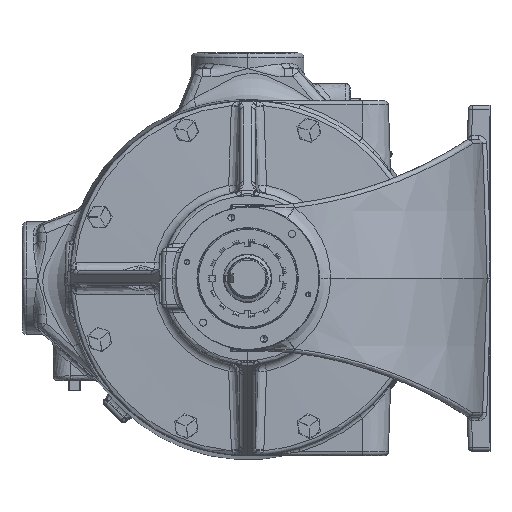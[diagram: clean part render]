
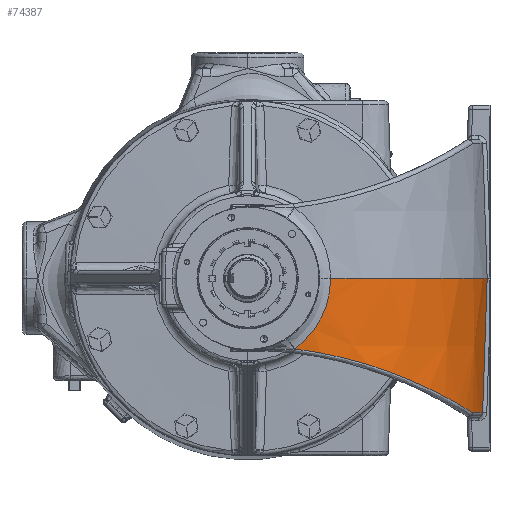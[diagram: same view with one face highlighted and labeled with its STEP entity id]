
A CAD part, left-side view. The second image highlights one B-rep face of the part: STEP entity #74387.
In plain terms, the highlighted conical face has half-angle 2 degrees and reference radius 138.176 mm.
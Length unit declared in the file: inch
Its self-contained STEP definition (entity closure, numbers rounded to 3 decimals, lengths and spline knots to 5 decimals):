
#2143 = VERTEX_POINT ( 'NONE', #88044 ) ;
#4741 = EDGE_LOOP ( 'NONE', ( #53411, #109825, #123390, #21111, #118433 ) ) ;
#7166 = CARTESIAN_POINT ( 'NONE',  ( -10.79993, -2.58465, -2.2553 ) ) ;
#7353 = CARTESIAN_POINT ( 'NONE',  ( -10.91356, -2.27798, -0.77912 ) ) ;
#7628 = CARTESIAN_POINT ( 'NONE',  ( -9.24547, -5.27386, -3.20142 ) ) ;
#7820 = CARTESIAN_POINT ( 'NONE',  ( -10.95018, -1.51788, -1.91656 ) ) ;
#9922 = CARTESIAN_POINT ( 'NONE',  ( -10.94841, -1.36215, -2.04032 ) ) ;
#11173 = DIRECTION ( 'NONE',  ( 0., 0., 1. ) ) ;
#11733 = VERTEX_POINT ( 'NONE', #63454 ) ;
#12887 = CARTESIAN_POINT ( 'NONE',  ( -5.59547, -6.7869, -3.88419 ) ) ;
#17585 = CARTESIAN_POINT ( 'NONE',  ( -10.7067, -2.9294, -2.33837 ) ) ;
#17780 = CARTESIAN_POINT ( 'NONE',  ( -10.91805, -2.21091, -0.96623 ) ) ;
#18042 = CARTESIAN_POINT ( 'NONE',  ( -8.98438, -5.50392, -3.31685 ) ) ;
#18231 = CARTESIAN_POINT ( 'NONE',  ( -10.94932, -1.40218, -2.01072 ) ) ;
#20112 = VERTEX_POINT ( 'NONE', #82887 ) ;
#21111 = ORIENTED_EDGE ( 'NONE', *, *, #100731, .T. ) ;
#23315 = CARTESIAN_POINT ( 'NONE',  ( -5.63932, -6.83033, -2.60166 ) ) ;
#27773 = CARTESIAN_POINT ( 'NONE',  ( -10.91801, -2.39623, -0.04979 ) ) ;
#28038 = CARTESIAN_POINT ( 'NONE',  ( -10.46041, -3.58788, -2.52541 ) ) ;
#28227 = CARTESIAN_POINT ( 'NONE',  ( -10.92601, -2.10347, -1.18968 ) ) ;
#28503 = CARTESIAN_POINT ( 'NONE',  ( -8.84773, -5.61364, -3.37392 ) ) ;
#33756 = CARTESIAN_POINT ( 'NONE',  ( -5.68361, -6.8738, -1.30693 ) ) ;
#37997 = CARTESIAN_POINT ( 'NONE',  ( -10.94621, -1.65576, -2.07711 ) ) ;
#38178 = CARTESIAN_POINT ( 'NONE',  ( -10.91642, -2.39525, -0.0996 ) ) ;
#38226 = CIRCLE ( 'NONE', #49834, 5.44404 ) ;
#38444 = CARTESIAN_POINT ( 'NONE',  ( -10.19669, -4.08095, -2.69541 ) ) ;
#38639 = CARTESIAN_POINT ( 'NONE',  ( -10.93124, -2.02913, -1.31886 ) ) ;
#38892 = CARTESIAN_POINT ( 'NONE',  ( -8.76401, -5.67766, -3.40782 ) ) ;
#39345 = DIRECTION ( 'NONE',  ( 0., 0., 1. ) ) ;
#44117 = CARTESIAN_POINT ( 'NONE',  ( -5.72833, -6.91731, 0. ) ) ;
#48108 = CARTESIAN_POINT ( 'NONE',  ( -10.91988, -2.39567, 0. ) ) ;
#48576 = CARTESIAN_POINT ( 'NONE',  ( -10.91286, -2.3863, -0.2478 ) ) ;
#48848 = CARTESIAN_POINT ( 'NONE',  ( -10.04654, -4.31857, -2.78514 ) ) ;
#49034 = CARTESIAN_POINT ( 'NONE',  ( -10.93814, -1.92036, -1.48335 ) ) ;
#49306 = CARTESIAN_POINT ( 'NONE',  ( -8.48108, -5.88458, -3.51909 ) ) ;
#49834 = AXIS2_PLACEMENT_3D ( 'NONE', #73295, #11173, #83756 ) ;
#50242 = CARTESIAN_POINT ( 'NONE',  ( -5.44, -1.34508, 0. ) ) ;
#53411 = ORIENTED_EDGE ( 'NONE', *, *, #80914, .T. ) ;
#58822 = CARTESIAN_POINT ( 'NONE',  ( -10.85975, -2.30173, -2.19431 ) ) ;
#59017 = CARTESIAN_POINT ( 'NONE',  ( -10.91043, -2.3532, -0.4919 ) ) ;
#59278 = CARTESIAN_POINT ( 'NONE',  ( -9.92736, -4.49138, -2.85353 ) ) ;
#59463 = CARTESIAN_POINT ( 'NONE',  ( -10.94666, -1.73297, -1.71093 ) ) ;
#59725 = CARTESIAN_POINT ( 'NONE',  ( -7.74409, -6.29043, -3.7563 ) ) ;
#60689 = DIRECTION ( 'NONE',  ( 1., 0., 0. ) ) ;
#61028 = VERTEX_POINT ( 'NONE', #132740 ) ;
#63454 = CARTESIAN_POINT ( 'NONE',  ( -7.20752, -6.4942, -3.88419 ) ) ;
#69250 = CARTESIAN_POINT ( 'NONE',  ( -10.81625, -2.51443, -2.23952 ) ) ;
#69439 = CARTESIAN_POINT ( 'NONE',  ( -10.912, -2.30651, -0.68394 ) ) ;
#69714 = CARTESIAN_POINT ( 'NONE',  ( -9.53985, -4.98088, -3.06187 ) ) ;
#69903 = CARTESIAN_POINT ( 'NONE',  ( -10.95001, -1.55532, -1.88368 ) ) ;
#70178 = CARTESIAN_POINT ( 'NONE',  ( -7.20752, -6.4942, -3.88419 ) ) ;
#72565 = AXIS2_PLACEMENT_3D ( 'NONE', #50242, #122725, #60689 ) ;
#73295 = CARTESIAN_POINT ( 'NONE',  ( -5.44, -1.34508, -3.88419 ) ) ;
#74387 = ADVANCED_FACE ( 'NONE', ( #89519 ), #86293, .T. ) ;
#79751 = CARTESIAN_POINT ( 'NONE',  ( -10.74709, -2.79312, -2.30402 ) ) ;
#79941 = CARTESIAN_POINT ( 'NONE',  ( -10.91456, -2.26221, -0.82644 ) ) ;
#80195 = CARTESIAN_POINT ( 'NONE',  ( -9.14346, -5.368, -3.24783 ) ) ;
#80372 = CARTESIAN_POINT ( 'NONE',  ( -10.94983, -1.44133, -1.98005 ) ) ;
#80914 = EDGE_CURVE ( 'NONE', #11733, #20112, #38226, .T. ) ;
#82887 = CARTESIAN_POINT ( 'NONE',  ( -5.59547, -6.7869, -3.88419 ) ) ;
#83756 = DIRECTION ( 'NONE',  ( 1., 0., 0. ) ) ;
#85523 = B_SPLINE_CURVE_WITH_KNOTS ( 'NONE', 3,
 ( #12887, #126632, #23315, #95868, #33756, #106294, #44117 ),
 .UNSPECIFIED., .F., .F.,
 ( 4, 3, 4 ),
 ( 0., 0.04892, 0.09877 ),
 .UNSPECIFIED. ) ;
#86293 = CONICAL_SURFACE ( 'NONE', #90029, 5.44, 0.035 ) ;
#87201 = B_SPLINE_CURVE_WITH_KNOTS ( 'NONE', 3,
 ( #120426, #37997, #120875, #58822, #131321, #69250, #7166, #79751, #17585, #90163, #28038, #100597, #38444, #111005, #48848, #121324, #59278, #131787, #69714, #7628, #80195, #18042, #90633, #28503, #101054, #38892, #111455, #49306, #121780, #59725, #132244, #70178 ),
 .UNSPECIFIED., .F., .F.,
 ( 4, 2, 2, 2, 2, 2, 2, 2, 2, 2, 2, 2, 2, 2, 2, 4 ),
 ( 0.00043, 0.02285, 0.02846, 0.03406, 0.04527, 0.06769, 0.0789, 0.0845, 0.09011, 0.11252, 0.12373, 0.12934, 0.13214, 0.13494, 0.15736, 0.17978 ),
 .UNSPECIFIED. ) ;
#88044 = CARTESIAN_POINT ( 'NONE',  ( -5.72833, -6.91731, 0. ) ) ;
#89272 = CIRCLE ( 'NONE', #72565, 5.57968 ) ;
#89519 = FACE_OUTER_BOUND ( 'NONE', #4741, .T. ) ;
#90029 = AXIS2_PLACEMENT_3D ( 'NONE', #122236, #39345, #111925 ) ;
#90163 = CARTESIAN_POINT ( 'NONE',  ( -10.57072, -3.33059, -2.44653 ) ) ;
#90349 = CARTESIAN_POINT ( 'NONE',  ( -10.92104, -2.17122, -1.05703 ) ) ;
#90633 = CARTESIAN_POINT ( 'NONE',  ( -8.93034, -5.54834, -3.33976 ) ) ;
#90831 = CARTESIAN_POINT ( 'NONE',  ( -10.94841, -1.36215, -2.04032 ) ) ;
#95868 = CARTESIAN_POINT ( 'NONE',  ( -5.66126, -6.85186, -1.96039 ) ) ;
#99579 = EDGE_CURVE ( 'NONE', #133911, #11733, #87201, .T. ) ;
#100571 = EDGE_CURVE ( 'NONE', #20112, #2143, #85523, .T. ) ;
#100597 = CARTESIAN_POINT ( 'NONE',  ( -10.26623, -3.95948, -2.65189 ) ) ;
#100731 = EDGE_CURVE ( 'NONE', #61028, #133911, #123689, .T. ) ;
#100793 = CARTESIAN_POINT ( 'NONE',  ( -10.92775, -2.07945, -1.2334 ) ) ;
#101054 = CARTESIAN_POINT ( 'NONE',  ( -8.81992, -5.63518, -3.38528 ) ) ;
#106294 = CARTESIAN_POINT ( 'NONE',  ( -5.70597, -6.89561, -0.65347 ) ) ;
#109825 = ORIENTED_EDGE ( 'NONE', *, *, #100571, .T. ) ;
#110743 = CARTESIAN_POINT ( 'NONE',  ( -10.91385, -2.39028, -0.19856 ) ) ;
#111005 = CARTESIAN_POINT ( 'NONE',  ( -10.08503, -4.25957, -2.76247 ) ) ;
#111188 = CARTESIAN_POINT ( 'NONE',  ( -10.933, -2.00279, -1.36066 ) ) ;
#111455 = CARTESIAN_POINT ( 'NONE',  ( -8.73587, -5.69861, -3.41901 ) ) ;
#111925 = DIRECTION ( 'NONE',  ( -1., 0., 0. ) ) ;
#118433 = ORIENTED_EDGE ( 'NONE', *, *, #99579, .T. ) ;
#120426 = CARTESIAN_POINT ( 'NONE',  ( -10.94841, -1.36215, -2.04032 ) ) ;
#120875 = CARTESIAN_POINT ( 'NONE',  ( -10.92036, -1.94511, -2.12391 ) ) ;
#121056 = CARTESIAN_POINT ( 'NONE',  ( -10.91073, -2.36996, -0.39483 ) ) ;
#121324 = CARTESIAN_POINT ( 'NONE',  ( -9.96774, -4.43442, -2.83065 ) ) ;
#121511 = CARTESIAN_POINT ( 'NONE',  ( -10.9414, -1.86085, -1.56154 ) ) ;
#121780 = CARTESIAN_POINT ( 'NONE',  ( -8.24333, -6.03176, -3.6031 ) ) ;
#122236 = CARTESIAN_POINT ( 'NONE',  ( -5.44, -1.34508, -4. ) ) ;
#122725 = DIRECTION ( 'NONE',  ( 0., 0., -1. ) ) ;
#123390 = ORIENTED_EDGE ( 'NONE', *, *, #133844, .T. ) ;
#123689 = B_SPLINE_CURVE_WITH_KNOTS ( 'NONE', 3,
 ( #48108, #27773, #38178, #110743, #48576, #121056, #59017, #131509, #69439, #7353, #79941, #17780, #90349, #28227, #100793, #38639, #111188, #49034, #121511, #59463, #131971, #69903, #7820, #80372, #18231, #90831 ),
 .UNSPECIFIED., .F., .F.,
 ( 4, 2, 2, 2, 2, 2, 2, 2, 2, 2, 2, 2, 4 ),
 ( 0., 0.0038, 0.00759, 0.01519, 0.01898, 0.02278, 0.03037, 0.03417, 0.03797, 0.04556, 0.05315, 0.05695, 0.06074 ),
 .UNSPECIFIED. ) ;
#126632 = CARTESIAN_POINT ( 'NONE',  ( -5.61739, -6.80868, -3.24293 ) ) ;
#131321 = CARTESIAN_POINT ( 'NONE',  ( -10.8462, -2.3728, -2.20899 ) ) ;
#131509 = CARTESIAN_POINT ( 'NONE',  ( -10.91143, -2.31929, -0.63611 ) ) ;
#131787 = CARTESIAN_POINT ( 'NONE',  ( -9.72062, -4.77155, -2.96841 ) ) ;
#131971 = CARTESIAN_POINT ( 'NONE',  ( -10.94867, -1.66459, -1.78214 ) ) ;
#132244 = CARTESIAN_POINT ( 'NONE',  ( -7.48261, -6.40194, -3.82552 ) ) ;
#132740 = CARTESIAN_POINT ( 'NONE',  ( -10.91988, -2.39567, 0. ) ) ;
#133844 = EDGE_CURVE ( 'NONE', #2143, #61028, #89272, .T. ) ;
#133911 = VERTEX_POINT ( 'NONE', #9922 ) ;
